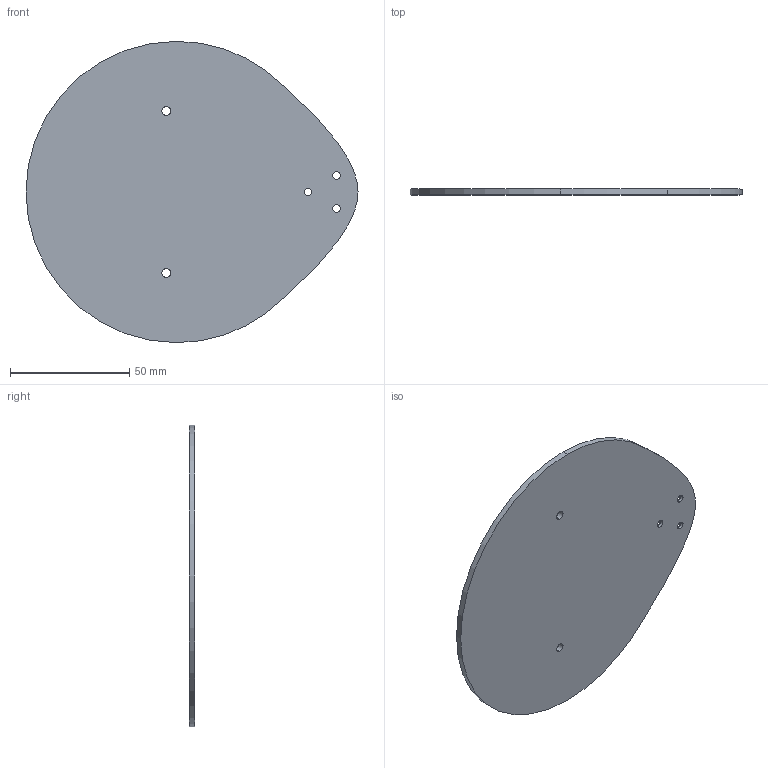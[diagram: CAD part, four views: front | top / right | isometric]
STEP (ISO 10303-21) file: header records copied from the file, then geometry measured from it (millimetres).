
FILE_DESCRIPTION (( 'STEP AP214' ), '1' );
FILE_NAME ('GPS-Mount.STEP', '2023-12-12T07:31:28', ( '' ), ( '' ), 'SwSTEP 2.0', 'SolidWorks 2022', '' );
FILE_SCHEMA (( 'AUTOMOTIVE_DESIGN' ));
Length unit declared in the file: millimetre
Products named in the file (1): GPS-Mount
Bounding box: 139.39 x 2.5 x 126.5 mm (x, y, z)
Volume: 32828.2 mm3; surface area: 27432.6 mm2
Topology: 1 solids, 1 shells, 24 faces, 60 edges, 38 vertices
Faces by surface type: cylinder 13, cone 6, plane 3, bspline 2
Entity records: 786 total; most frequent: CARTESIAN_POINT 141, DIRECTION 134, ORIENTED_EDGE 120, EDGE_CURVE 60, AXIS2_PLACEMENT_3D 55, VERTEX_POINT 38, EDGE_LOOP 34, CIRCLE 32
